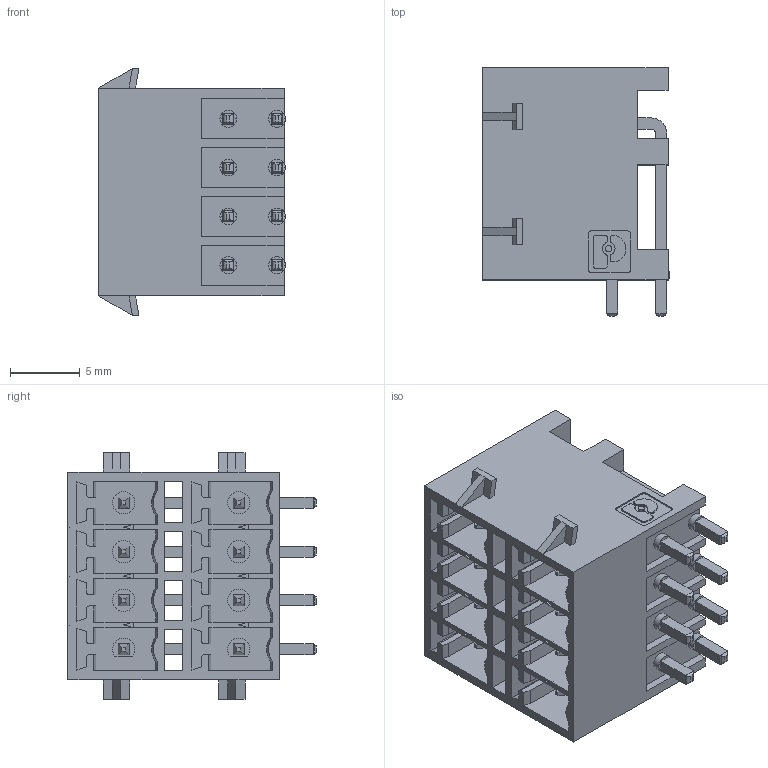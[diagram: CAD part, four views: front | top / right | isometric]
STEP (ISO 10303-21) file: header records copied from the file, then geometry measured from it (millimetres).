
FILE_DESCRIPTION(('SolidDesigner STEP Export'),'2;1');
FILE_NAME('mcdn_1.5-4-g1-3.5_rnp26thr.stp','2003-03-20T15:07:20',(''),(''),'OneSpaceDesigner STEP processor Version: 9.0 (March 2001)for AP214(CD)(Solid Model)','CoCreate OneSpaceDesigner: 11.50A 18-Jul-2002(C) CoCreate Software GmbH','');
FILE_SCHEMA(('AUTOMOTIVE_DESIGN_CC2 {1 2 10303 214 -1 1 5 1}'));
Length unit declared in the file: millimetre
Products named in the file (2): mcdn_1.5-4-g1-3.5_rnp26thr
Assembly tree (1 placements, depth 2):
  mcdn_1.5-4-g1-3.5_rnp26thr
    mcdn_1.5-4-g1-3.5_rnp26thr
Bounding box: 13.4 x 17.8 x 17.7 mm (x, y, z)
Volume: 1754.9 mm3; surface area: 3209.3 mm2
Topology: 1 solids, 1 shells, 665 faces, 1787 edges, 1152 vertices
Faces by surface type: plane 537, cylinder 112, cone 16
Entity records: 25200 total; most frequent: CARTESIAN_POINT 3620, ORIENTED_EDGE 3574, DIRECTION 3053, EDGE_CURVE 1787, VECTOR 1467, LINE 1467, VERTEX_POINT 1152, AXIS2_PLACEMENT_3D 793
